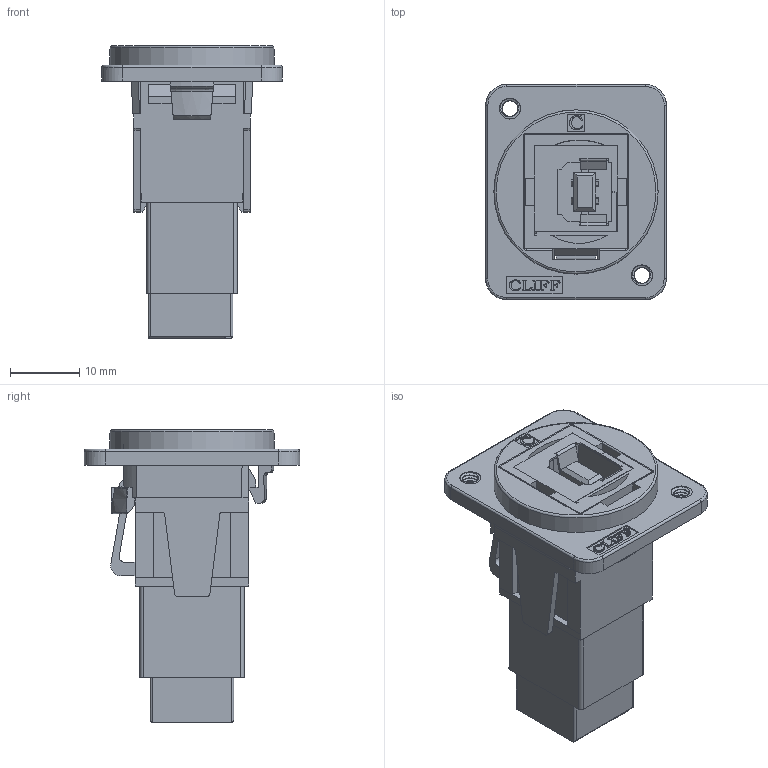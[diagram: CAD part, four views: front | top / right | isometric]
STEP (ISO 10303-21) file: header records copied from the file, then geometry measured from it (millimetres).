
FILE_DESCRIPTION(/* description */ (''),/* implementation_level */ '2;1');
FILE_NAME(/* name */ 'CP30203NM3 USB2 B-B.stp',/* time_stamp */ '2025-04-07T12:01:08+01:00',/* author */ ('tottley'),/* organization */ (''),/* preprocessor_version */ 'ST-DEVELOPER v20',/* originating_system */ 'Autodesk Inventor 2025',/* authorisation */ '');
FILE_SCHEMA (('AUTOMOTIVE_DESIGN { 1 0 10303 214 3 1 1 }'));
Products named in the file (1): CP30203N USB2 B-B
Bounding box: 26 x 31 x 42.1 mm (x, y, z)
Volume: 7929.3 mm3; surface area: 12783.7 mm2
Topology: 3 solids, 12 shells, 1809 faces, 5509 edges, 3521 vertices
Faces by surface type: plane 1457, cylinder 225, bspline 109, cone 10, torus 8
Full cylindrical faces by diameter (mm): 2.259 x2, 3 x4
Entity records: 67612 total; most frequent: CARTESIAN_POINT 16750, ORIENTED_EDGE 11018, DIRECTION 9147, EDGE_CURVE 5509, LINE 4785, VECTOR 4785, VERTEX_POINT 3521, AXIS2_PLACEMENT_3D 2181
